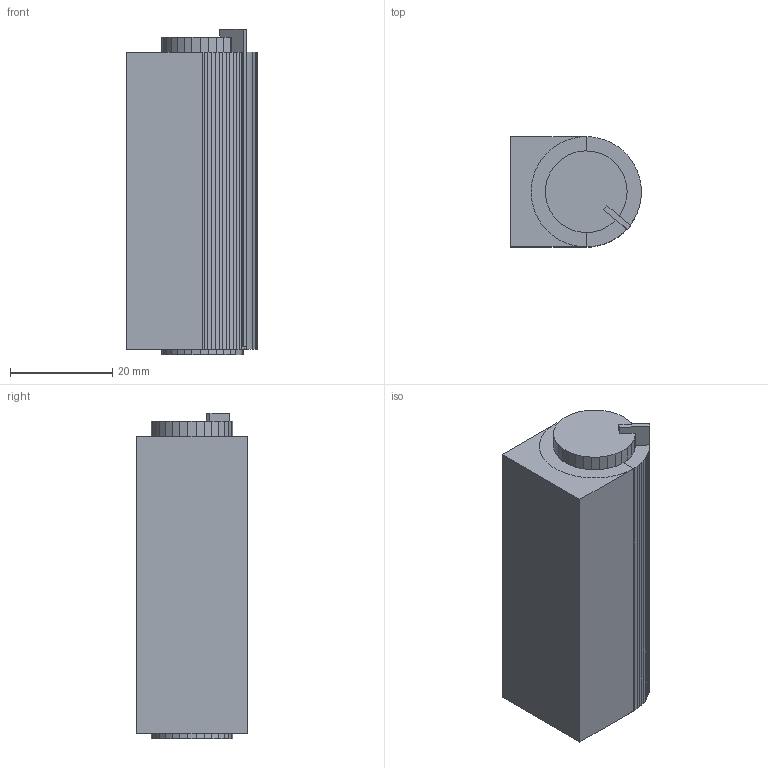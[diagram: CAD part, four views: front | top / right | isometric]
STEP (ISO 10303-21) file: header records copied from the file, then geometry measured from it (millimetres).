
FILE_DESCRIPTION(('FreeCAD Model'),'2;1');
FILE_NAME('bearing15_5.step','2016-12-31T12:27:08',('Author' ),(''),'Open CASCADE STEP processor 6.8','FreeCAD','Unknown');
FILE_SCHEMA(('AUTOMOTIVE_DESIGN_CC2 { 1 2 10303 214 -1 1 5 4 }'));
Length unit declared in the file: millimetre
Products named in the file (2): ASSEMBLY; Group002
Assembly tree (1 placements, depth 2):
  ASSEMBLY
    Group002
Bounding box: 25.5 x 21.5 x 63.5 mm (x, y, z)
Volume: 29734 mm3; surface area: 6166.7 mm2
Topology: 1 solids, 1 shells, 129 faces, 463 edges, 336 vertices
Faces by surface type: plane 129
Entity records: 10851 total; most frequent: CARTESIAN_POINT 2016, DIRECTION 1491, LINE 1229, VECTOR 1229, ORIENTED_EDGE 926, PCURVE 926, DEFINITIONAL_REPRESENTATION 926, EDGE_CURVE 463
